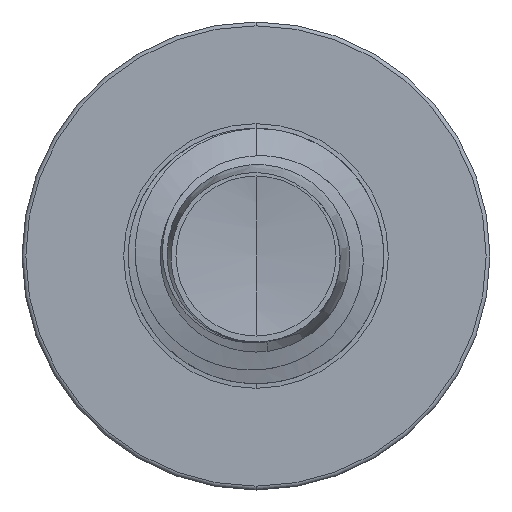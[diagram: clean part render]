
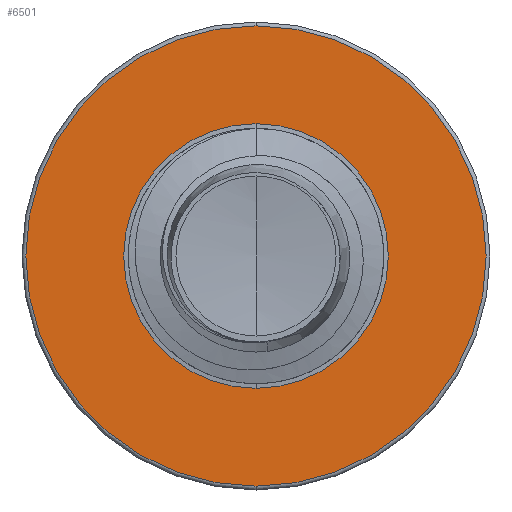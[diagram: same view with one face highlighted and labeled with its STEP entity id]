
A CAD part, front view. The second image highlights one B-rep face of the part: STEP entity #6501.
In plain terms, the highlighted planar face has unit normal (0, -1, 0).
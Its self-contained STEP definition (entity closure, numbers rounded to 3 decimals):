
#263 = CARTESIAN_POINT ( 'NONE',  ( 0., 3., 1.623 ) ) ;
#597 = DIRECTION ( 'NONE',  ( 0., 0., 1. ) ) ;
#625 = DIRECTION ( 'NONE',  ( 0., 1., 0. ) ) ;
#671 = ORIENTED_EDGE ( 'NONE', *, *, #7145, .T. ) ;
#764 = CARTESIAN_POINT ( 'NONE',  ( 0., 3., -0.933 ) ) ;
#1205 = VERTEX_POINT ( 'NONE', #764 ) ;
#1254 = EDGE_LOOP ( 'NONE', ( #8513, #9169 ) ) ;
#1340 = EDGE_CURVE ( 'NONE', #10327, #1205, #12151, .T. ) ;
#1355 = EDGE_CURVE ( 'NONE', #10735, #4157, #5376, .T. ) ;
#1583 = CARTESIAN_POINT ( 'NONE',  ( 0., 3., 0. ) ) ;
#1883 = CARTESIAN_POINT ( 'NONE',  ( 0., 3., 0. ) ) ;
#2010 = EDGE_LOOP ( 'NONE', ( #10187, #671 ) ) ;
#2772 = DIRECTION ( 'NONE',  ( 0., 0., 1. ) ) ;
#3587 = AXIS2_PLACEMENT_3D ( 'NONE', #1883, #625, #597 ) ;
#4157 = VERTEX_POINT ( 'NONE', #263 ) ;
#4410 = DIRECTION ( 'NONE',  ( 0., 0., 1. ) ) ;
#4423 = DIRECTION ( 'NONE',  ( 0., 1., 0. ) ) ;
#4444 = CARTESIAN_POINT ( 'NONE',  ( 0., 3., 0. ) ) ;
#4463 = DIRECTION ( 'NONE',  ( 0., 0., 1. ) ) ;
#4475 = DIRECTION ( 'NONE',  ( 0., 1., 0. ) ) ;
#4494 = CARTESIAN_POINT ( 'NONE',  ( 0., 3., 0. ) ) ;
#5376 = CIRCLE ( 'NONE', #7732, 1.623 ) ;
#6501 = ADVANCED_FACE ( 'NONE', ( #10610, #6527 ), #7574, .F. ) ;
#6527 = FACE_BOUND ( 'NONE', #2010, .T. ) ;
#7088 = DIRECTION ( 'NONE',  ( 0., 0., 1. ) ) ;
#7104 = DIRECTION ( 'NONE',  ( 0., 1., 0. ) ) ;
#7130 = CARTESIAN_POINT ( 'NONE',  ( 0., 3., -0.933 ) ) ;
#7145 = EDGE_CURVE ( 'NONE', #1205, #10327, #7270, .T. ) ;
#7270 = CIRCLE ( 'NONE', #3587, 0.933 ) ;
#7574 = PLANE ( 'NONE',  #11256 ) ;
#7732 = AXIS2_PLACEMENT_3D ( 'NONE', #4444, #4423, #4410 ) ;
#8366 = AXIS2_PLACEMENT_3D ( 'NONE', #4494, #4475, #4463 ) ;
#8513 = ORIENTED_EDGE ( 'NONE', *, *, #10084, .F. ) ;
#9008 = DIRECTION ( 'NONE',  ( 0., 1., 0. ) ) ;
#9169 = ORIENTED_EDGE ( 'NONE', *, *, #1355, .F. ) ;
#9513 = AXIS2_PLACEMENT_3D ( 'NONE', #1583, #9008, #2772 ) ;
#9645 = CIRCLE ( 'NONE', #9513, 1.623 ) ;
#10084 = EDGE_CURVE ( 'NONE', #4157, #10735, #9645, .T. ) ;
#10116 = CARTESIAN_POINT ( 'NONE',  ( 0., 3., 0.933 ) ) ;
#10187 = ORIENTED_EDGE ( 'NONE', *, *, #1340, .T. ) ;
#10327 = VERTEX_POINT ( 'NONE', #10116 ) ;
#10610 = FACE_OUTER_BOUND ( 'NONE', #1254, .T. ) ;
#10735 = VERTEX_POINT ( 'NONE', #12885 ) ;
#11256 = AXIS2_PLACEMENT_3D ( 'NONE', #7130, #7104, #7088 ) ;
#12151 = CIRCLE ( 'NONE', #8366, 0.933 ) ;
#12885 = CARTESIAN_POINT ( 'NONE',  ( 0., 3., -1.623 ) ) ;
